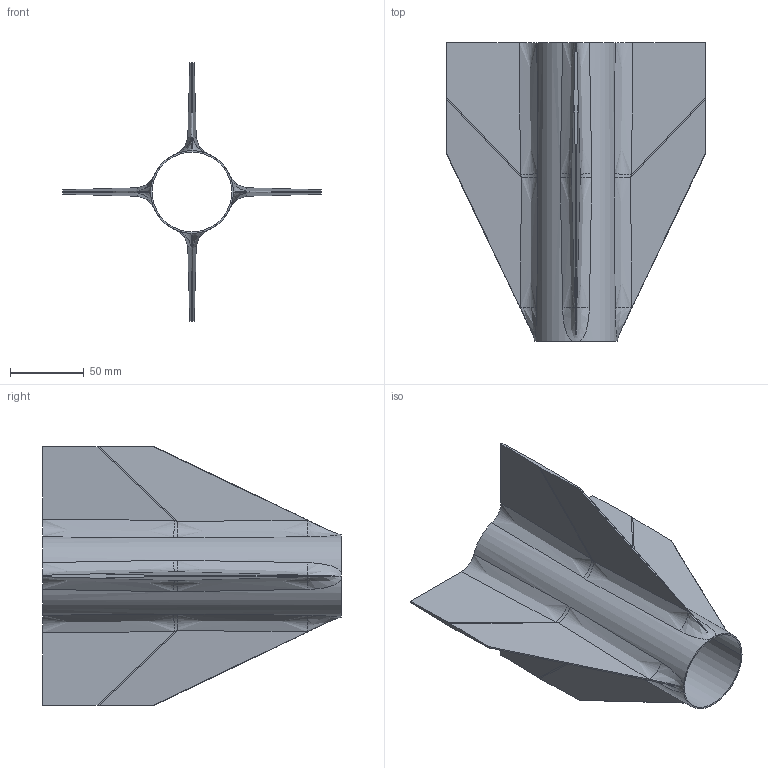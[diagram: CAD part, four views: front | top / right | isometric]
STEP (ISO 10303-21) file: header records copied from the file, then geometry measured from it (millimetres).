
FILE_DESCRIPTION(('CATIA V5 STEP Exchange','CAx-IF Rec.Pracs.--- Model Styling and Organization---1.4--- 2014-01-23','CAx-IF Rec.Pracs.---3D Tessellated Data Validation Properties---0.5---2014-09-14'),'2;1');
FILE_NAME('metalcan.stp','2025-10-05T08:37:18+00:00',('none'),('none'),'CATIA Version 5-6 Release 2019 SP6','CATIA V5 STEP AP242 v1','none');
FILE_SCHEMA(('AP242_MANAGED_MODEL_BASED_3D_ENGINEERING_MIM_LF {1 0 10303 442 1 1 4}'));
Length unit declared in the file: millimetre
Products named in the file (1): Copy (1) of ParametricFincan
Bounding box: 175.51 x 202.69 x 175.51 mm (x, y, z)
Volume: 157300.7 mm3; surface area: 130575.8 mm2
Topology: 1 solids, 1 shells, 70 faces, 180 edges, 112 vertices
Faces by surface type: bspline 34, plane 22, cylinder 14
Entity records: 5807 total; most frequent: CARTESIAN_POINT 4449, ORIENTED_EDGE 360, EDGE_CURVE 180, DIRECTION 125, B_SPLINE_CURVE_WITH_KNOTS 119, VERTEX_POINT 112, EDGE_LOOP 72, ADVANCED_FACE 70
